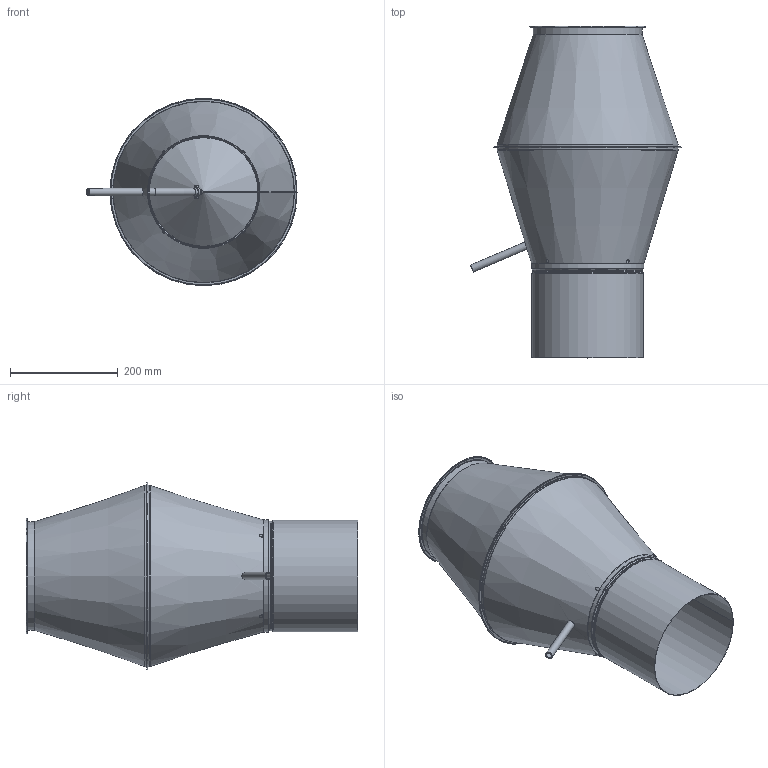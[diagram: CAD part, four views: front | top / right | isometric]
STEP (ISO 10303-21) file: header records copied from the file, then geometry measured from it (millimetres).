
FILE_DESCRIPTION(/* description */ ('Underdel HJHR'),/* implementation_level */ '2;1');
FILE_NAME(/* name */ 'HJHR-04.stp',/* time_stamp */ '2016-05-23T17:26:32+02:00',/* author */ ('CAD'),/* organization */ (''),/* preprocessor_version */ 'ST-DEVELOPER v15.6',/* originating_system */ 'Autodesk Inventor 2015',/* authorisation */ '');
FILE_SCHEMA (('AUTOMOTIVE_DESIGN { 1 0 10303 214 3 1 1 }'));
Length unit declared in the file: millimetre
Products named in the file (10): HJH-AA-13; HJH-AB-10; HJH-AC-04; HJH-AD-04; HML-200; Slang-HJH-200; Slangklämma; BlindnitmutterM6; HNGN-200; HJHR-04
Bounding box: 391.57 x 616 x 348.17 mm (x, y, z)
Volume: 430720.7 mm3; surface area: 1351342.2 mm2
Topology: 11 solids, 11 shells, 253 faces, 546 edges, 307 vertices
Faces by surface type: plane 125, cylinder 59, cone 34, torus 30, bspline 5
Full cylindrical faces by diameter (mm): 10 x3, 14 x2, 200.5 x1, 201.5 x1, 201.7 x1, 201.78 x1, 202.98 x1, 205.78 x2, 206.98 x2, 207.5 x1, 208.7 x1, 211.05 x1, 335 x2, 336.2 x2, 337 x1, 345 x1
Entity records: 7012 total; most frequent: CARTESIAN_POINT 1582, DIRECTION 1154, ORIENTED_EDGE 962, EDGE_CURVE 481, AXIS2_PLACEMENT_3D 459, VERTEX_POINT 274, EDGE_LOOP 243, LINE 236
